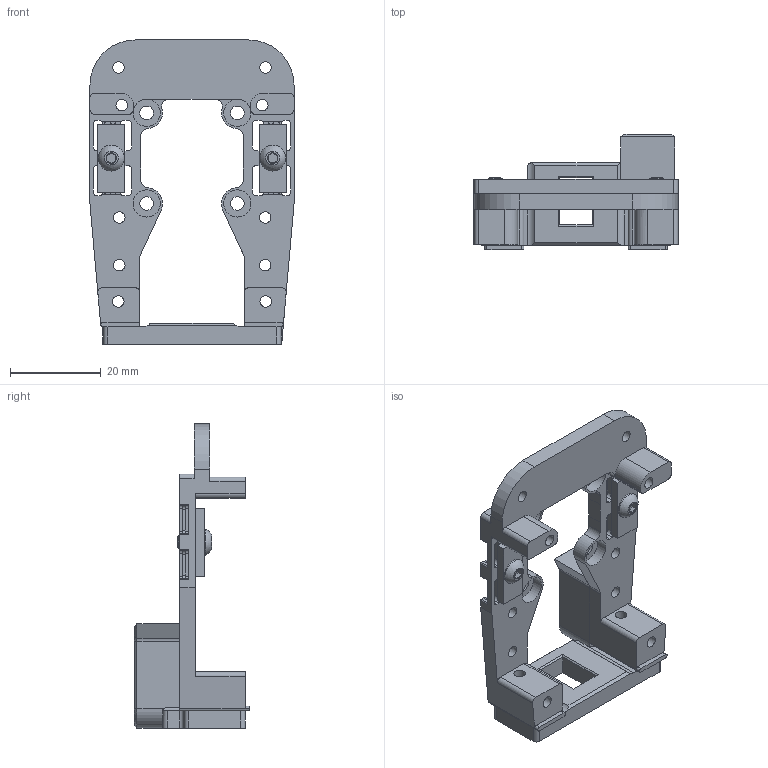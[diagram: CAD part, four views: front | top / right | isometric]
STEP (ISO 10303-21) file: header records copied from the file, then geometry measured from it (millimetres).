
FILE_DESCRIPTION(/* description */ (''),/* implementation_level */ '2;1');
FILE_NAME(/* name */ 'Shim for gantry mounted endstop.step',/* time_stamp */ '2025-01-15T17:49:45-07:00',/* author */ (''),/* organization */ (''),/* preprocessor_version */ 'ST-DEVELOPER v20',/* originating_system */ 'Autodesk Translation Framework v13.20.0.188',/* authorisation */ '');
FILE_SCHEMA (('AUTOMOTIVE_DESIGN { 1 0 10303 214 3 1 1 }'));
Length unit declared in the file: millimetre
Products named in the file (6): Vitalli Rigid CNC Carriage; Belt Clamp; Belt Clamp_1; M3x6 BHCS; Vitalli LW CNC X Carriage; Component4
Assembly tree (6 placements, depth 3):
  Vitalli Rigid CNC Carriage
    Belt Clamp
      M3x6 BHCS
    Belt Clamp_1
      M3x6 BHCS
    Vitalli LW CNC X Carriage
    Component4
Bounding box: 45 x 25.5 x 67.1 mm (x, y, z)
Volume: 11796.8 mm3; surface area: 11153.9 mm2
Topology: 7 solids, 8 shells, 442 faces, 1223 edges, 800 vertices
Faces by surface type: plane 249, cylinder 173, cone 16, sphere 2, bspline 2
Full cylindrical faces by diameter (mm): 2.529 x14, 3 x8, 3.2 x3, 3.3 x2, 3.4 x2, 5.7 x2, 6 x6, 6.5 x2
Entity records: 14341 total; most frequent: CARTESIAN_POINT 2739, DIRECTION 2463, ORIENTED_EDGE 2380, EDGE_CURVE 1190, AXIS2_PLACEMENT_3D 858, VERTEX_POINT 782, LINE 747, VECTOR 747
